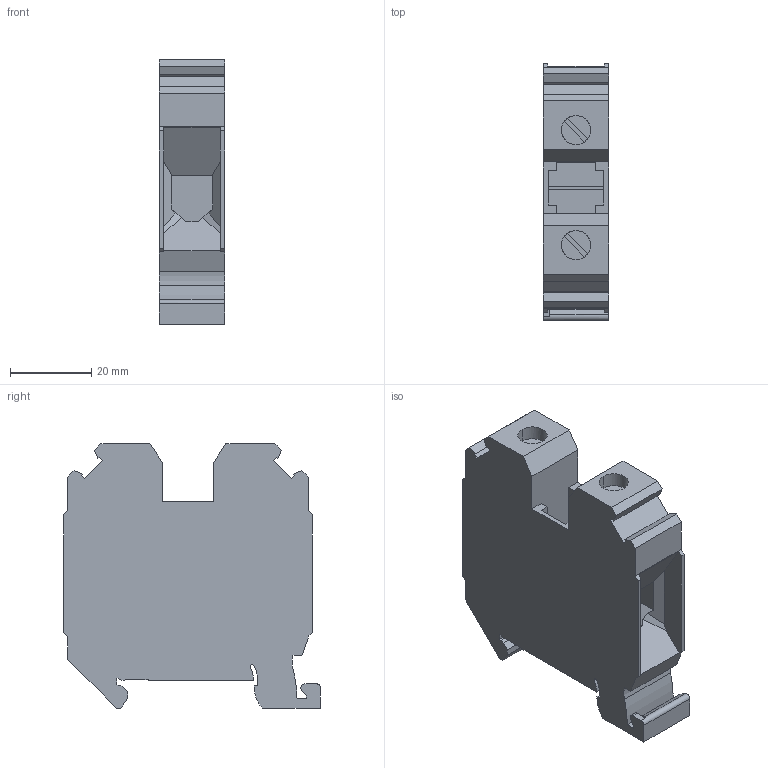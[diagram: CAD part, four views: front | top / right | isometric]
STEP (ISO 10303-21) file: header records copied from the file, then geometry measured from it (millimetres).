
FILE_DESCRIPTION(('Creo Elements/Direct Modeling STEP Export'),'2;1');
FILE_NAME('model.stp','2017-09-20T23:43:43',(''),(''),'Creo Elements/Direct Modeling STEP processor for AP214 (Solid Model)','Creo Elements/Direct Modeling 18.1I 14-Aug-2016 (C) Parametric Technology GmbH','');
FILE_SCHEMA(('AUTOMOTIVE_DESIGN { 1 0 10303 214 1 1 1 1 }'));
Length unit declared in the file: millimetre
Products named in the file (2): UT_35_BU-select.1
Assembly tree (1 placements, depth 2):
  UT_35_BU-select.1
    UT_35_BU-select.1
Bounding box: 16 x 63.2 x 65.05 mm (x, y, z)
Volume: 42474.1 mm3; surface area: 14551 mm2
Topology: 1 solids, 1 shells, 139 faces, 405 edges, 270 vertices
Faces by surface type: plane 124, cylinder 15
Entity records: 5584 total; most frequent: ORIENTED_EDGE 810, CARTESIAN_POINT 794, DIRECTION 689, EDGE_CURVE 405, VECTOR 359, LINE 359, VERTEX_POINT 270, AXIS2_PLACEMENT_3D 165
